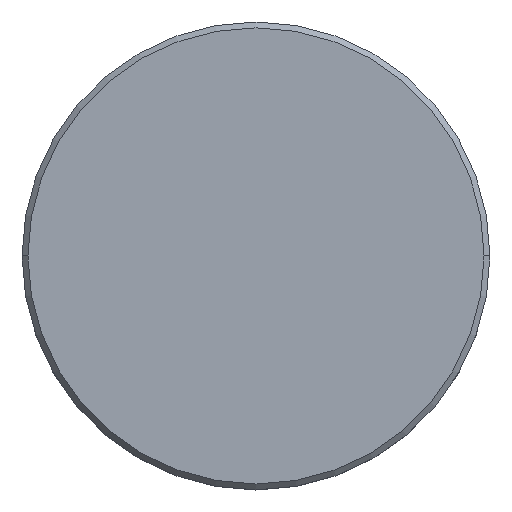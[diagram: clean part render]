
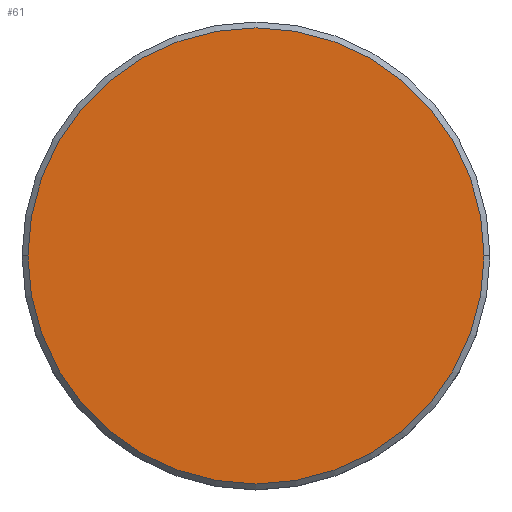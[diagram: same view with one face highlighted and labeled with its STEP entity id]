
A CAD part, top view. The second image highlights one B-rep face of the part: STEP entity #61.
In plain terms, the highlighted planar face has unit normal (0, 0, 1).
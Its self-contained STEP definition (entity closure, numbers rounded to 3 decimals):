
#61 = ADVANCED_FACE ( 'NONE', ( #1014 ), #563, .T. ) ;
#101 = DIRECTION ( 'NONE',  ( 0., 0., 1. ) ) ;
#150 = EDGE_CURVE ( 'NONE', #1046, #790, #212, .T. ) ;
#199 = DIRECTION ( 'NONE',  ( 1., 0., 0. ) ) ;
#212 = CIRCLE ( 'NONE', #728, 19.5 ) ;
#216 = EDGE_CURVE ( 'NONE', #790, #1046, #848, .T. ) ;
#282 = CARTESIAN_POINT ( 'NONE',  ( 19.5, 0., 0. ) ) ;
#394 = EDGE_LOOP ( 'NONE', ( #663, #1066 ) ) ;
#408 = CARTESIAN_POINT ( 'NONE',  ( 0., 0., 0. ) ) ;
#441 = CARTESIAN_POINT ( 'NONE',  ( 0., 0., 0. ) ) ;
#510 = AXIS2_PLACEMENT_3D ( 'NONE', #408, #766, #1134 ) ;
#563 = PLANE ( 'NONE',  #924 ) ;
#631 = DIRECTION ( 'NONE',  ( 0., 0., 1. ) ) ;
#663 = ORIENTED_EDGE ( 'NONE', *, *, #150, .T. ) ;
#728 = AXIS2_PLACEMENT_3D ( 'NONE', #441, #631, #987 ) ;
#766 = DIRECTION ( 'NONE',  ( 0., 0., 1. ) ) ;
#790 = VERTEX_POINT ( 'NONE', #282 ) ;
#840 = CARTESIAN_POINT ( 'NONE',  ( -19.5, 0., 0. ) ) ;
#848 = CIRCLE ( 'NONE', #510, 19.5 ) ;
#908 = CARTESIAN_POINT ( 'NONE',  ( 0., 0., 0. ) ) ;
#924 = AXIS2_PLACEMENT_3D ( 'NONE', #908, #101, #199 ) ;
#987 = DIRECTION ( 'NONE',  ( 1., 0., 0. ) ) ;
#1014 = FACE_OUTER_BOUND ( 'NONE', #394, .T. ) ;
#1046 = VERTEX_POINT ( 'NONE', #840 ) ;
#1066 = ORIENTED_EDGE ( 'NONE', *, *, #216, .T. ) ;
#1134 = DIRECTION ( 'NONE',  ( 1., 0., 0. ) ) ;
